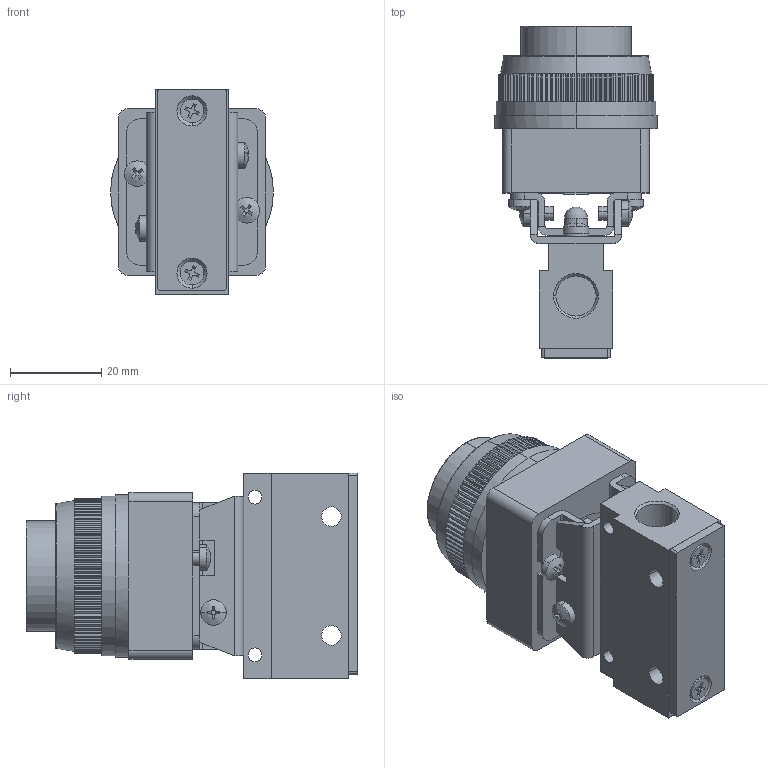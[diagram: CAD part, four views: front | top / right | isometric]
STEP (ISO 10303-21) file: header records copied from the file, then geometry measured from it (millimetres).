
FILE_DESCRIPTION (( 'STEP AP203' ), '1' );
FILE_NAME ('MOV-03PL.step', '2017-03-01T23:18:10', ( '' ), ( '' ), 'SwSTEP 2.0', 'SolidWorks 2016', '' );
FILE_SCHEMA (( 'CONFIG_CONTROL_DESIGN' ));
Length unit declared in the file: millimetre
Products named in the file (1): MOV-03PL
Bounding box: 35.6 x 72.6 x 45 mm (x, y, z)
Volume: 51690.7 mm3; surface area: 19971.9 mm2
Topology: 15 solids, 15 shells, 803 faces, 2017 edges, 1256 vertices
Faces by surface type: plane 501, cylinder 249, cone 30, bspline 23
Entity records: 24699 total; most frequent: CARTESIAN_POINT 5312, DIRECTION 4093, ORIENTED_EDGE 4006, EDGE_CURVE 2003, AXIS2_PLACEMENT_3D 1433, VERTEX_POINT 1256, VECTOR 1227, LINE 1227
